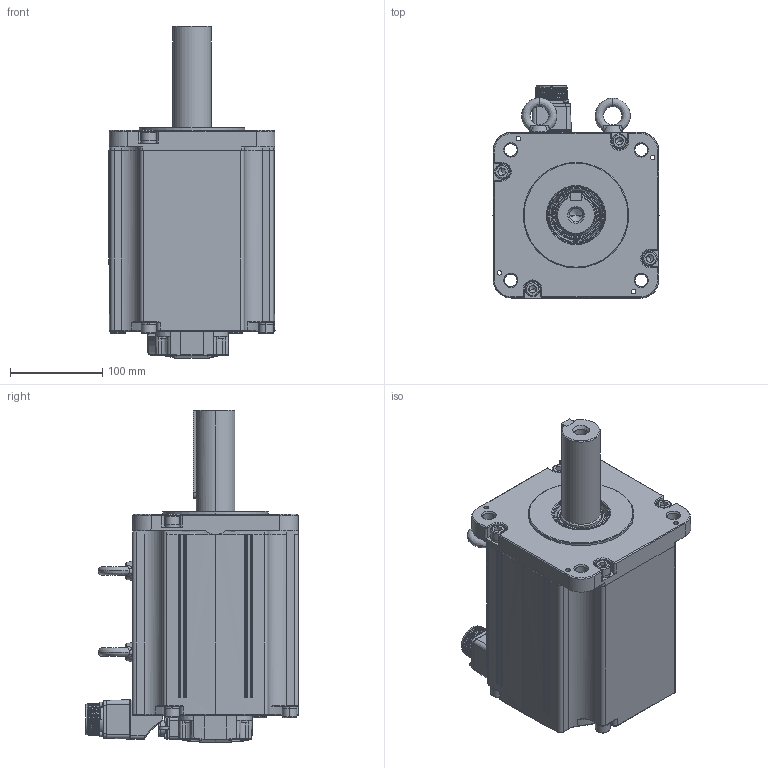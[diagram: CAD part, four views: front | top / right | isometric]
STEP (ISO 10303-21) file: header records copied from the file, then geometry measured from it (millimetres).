
FILE_DESCRIPTION (( 'STEP AP214' ), '1' );
FILE_NAME ('EM3G-75.STEP', '2023-11-17T01:12:14', ( '' ), ( '' ), 'SwSTEP 2.0', 'SolidWorks 2018', '' );
FILE_SCHEMA (( 'AUTOMOTIVE_DESIGN' ));
Length unit declared in the file: millimetre
Products named in the file (1): EM3G-75
Bounding box: 180 x 230.9 x 360 mm (x, y, z)
Volume: 6531816.1 mm3; surface area: 334313 mm2
Topology: 10 solids, 45 shells, 3319 faces, 8636 edges, 5473 vertices
Faces by surface type: plane 1544, cylinder 912, bspline 408, cone 239, torus 174, sphere 42
Entity records: 157098 total; most frequent: CARTESIAN_POINT 42167, ORIENTED_EDGE 17030, DIRECTION 15521, EDGE_CURVE 8515, AXIS2_PLACEMENT_3D 5476, VERTEX_POINT 5469, VECTOR 4569, LINE 4569
